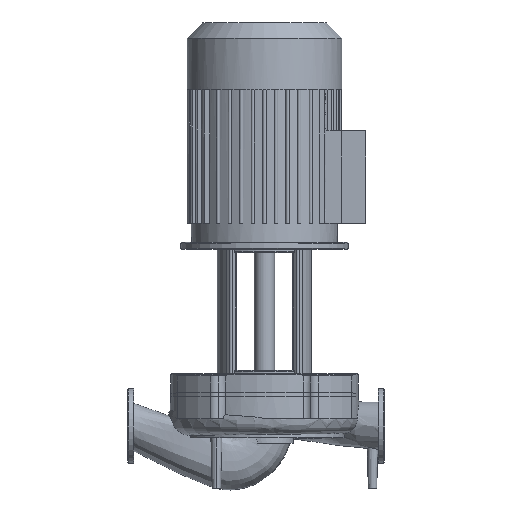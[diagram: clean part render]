
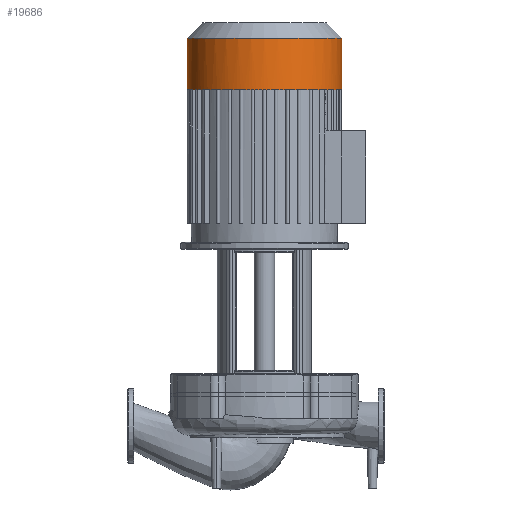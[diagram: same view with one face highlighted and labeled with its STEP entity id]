
A CAD part, top view. The second image highlights one B-rep face of the part: STEP entity #19686.
In plain terms, the highlighted cylindrical face has radius 228 mm (diameter 456 mm), a partial arc.
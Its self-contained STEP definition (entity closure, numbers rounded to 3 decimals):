
#13189=CARTESIAN_POINT('',(633.0,992.6,0.));
#13190=VERTEX_POINT('',#13189);
#13191=CARTESIAN_POINT('',(633.0,1144.4,0.0));
#13192=VERTEX_POINT('',#13191);
#13193=CARTESIAN_POINT('',(633.0,992.6,0.));
#13194=DIRECTION('',(0.0,1.0,0.0));
#13195=VECTOR('',#13194,151.8);
#13196=LINE('',#13193,#13195);
#13197=EDGE_CURVE('',#13190,#13192,#13196,.T.);
#13352=CARTESIAN_POINT('',(177.0,992.6,0.));
#13353=VERTEX_POINT('',#13352);
#13361=CARTESIAN_POINT('',(177.0,1144.4,0.));
#13362=VERTEX_POINT('',#13361);
#13363=CARTESIAN_POINT('',(177.0,992.6,0.));
#13364=DIRECTION('',(0.0,1.0,0.0));
#13365=VECTOR('',#13364,151.8);
#13366=LINE('',#13363,#13365);
#13367=EDGE_CURVE('',#13353,#13362,#13366,.T.);
#14380=CARTESIAN_POINT('',(607.435,992.6,104.9));
#14381=VERTEX_POINT('',#14380);
#14497=CARTESIAN_POINT('',(622.01,992.6,69.934));
#14498=VERTEX_POINT('',#14497);
#14607=CARTESIAN_POINT('',(630.303,992.6,34.967));
#14608=VERTEX_POINT('',#14607);
#15705=CARTESIAN_POINT('',(405.0,992.6,0.0));
#15706=DIRECTION('',(0.0,1.0,0.0));
#15707=DIRECTION('',(1.0,0.0,0.0));
#15708=AXIS2_PLACEMENT_3D('',#15705,#15706,#15707);
#15709=CIRCLE('',#15708,228.0);
#15710=EDGE_CURVE('',#14608,#13190,#15709,.T.);
#17777=CARTESIAN_POINT('',(265.133,992.6,180.059));
#17778=VERTEX_POINT('',#17777);
#17873=CARTESIAN_POINT('',(335.066,992.6,217.01));
#17874=VERTEX_POINT('',#17873);
#17969=CARTESIAN_POINT('',(370.033,992.6,225.303));
#17970=VERTEX_POINT('',#17969);
#18064=CARTESIAN_POINT('',(300.1,992.6,202.435));
#18065=VERTEX_POINT('',#18064);
#18099=CARTESIAN_POINT('',(405.,992.6,228.0));
#18100=VERTEX_POINT('',#18099);
#18150=CARTESIAN_POINT('',(405.0,992.6,0.0));
#18151=DIRECTION('',(0.0,1.0,0.0));
#18152=DIRECTION('',(1.0,0.0,0.0));
#18153=AXIS2_PLACEMENT_3D('',#18150,#18151,#18152);
#18154=CIRCLE('',#18153,228.0);
#18155=EDGE_CURVE('',#18065,#17874,#18154,.T.);
#18170=CARTESIAN_POINT('',(224.941,992.6,139.867));
#18171=VERTEX_POINT('',#18170);
#18172=CARTESIAN_POINT('',(405.0,992.6,0.0));
#18173=DIRECTION('',(0.0,1.0,0.0));
#18174=DIRECTION('',(1.0,0.0,0.0));
#18175=AXIS2_PLACEMENT_3D('',#18172,#18173,#18174);
#18176=CIRCLE('',#18175,228.0);
#18177=EDGE_CURVE('',#18171,#17778,#18176,.T.);
#18205=CARTESIAN_POINT('',(405.0,992.6,0.0));
#18206=DIRECTION('',(0.0,1.0,0.0));
#18207=DIRECTION('',(1.0,0.0,0.0));
#18208=AXIS2_PLACEMENT_3D('',#18205,#18206,#18207);
#18209=CIRCLE('',#18208,228.0);
#18210=EDGE_CURVE('',#17874,#17970,#18209,.T.);
#18225=CARTESIAN_POINT('',(405.0,992.6,0.0));
#18226=DIRECTION('',(0.0,1.0,0.0));
#18227=DIRECTION('',(1.0,0.0,0.0));
#18228=AXIS2_PLACEMENT_3D('',#18225,#18226,#18227);
#18229=CIRCLE('',#18228,228.0);
#18230=EDGE_CURVE('',#17778,#18065,#18229,.T.);
#18245=CARTESIAN_POINT('',(405.0,992.6,0.0));
#18246=DIRECTION('',(0.0,1.0,0.0));
#18247=DIRECTION('',(1.0,0.0,0.0));
#18248=AXIS2_PLACEMENT_3D('',#18245,#18246,#18247);
#18249=CIRCLE('',#18248,228.0);
#18250=EDGE_CURVE('',#17970,#18100,#18249,.T.);
#18271=CARTESIAN_POINT('',(179.697,992.6,34.967));
#18272=VERTEX_POINT('',#18271);
#18280=CARTESIAN_POINT('',(405.0,992.6,0.0));
#18281=DIRECTION('',(0.0,1.0,0.0));
#18282=DIRECTION('',(1.0,0.0,0.0));
#18283=AXIS2_PLACEMENT_3D('',#18280,#18281,#18282);
#18284=CIRCLE('',#18283,228.0);
#18285=EDGE_CURVE('',#13353,#18272,#18284,.T.);
#18394=CARTESIAN_POINT('',(202.565,992.6,104.9));
#18395=VERTEX_POINT('',#18394);
#18396=CARTESIAN_POINT('',(405.0,992.6,0.0));
#18397=DIRECTION('',(0.0,1.0,0.0));
#18398=DIRECTION('',(1.0,0.0,0.0));
#18399=AXIS2_PLACEMENT_3D('',#18396,#18397,#18398);
#18400=CIRCLE('',#18399,228.0);
#18401=EDGE_CURVE('',#18395,#18171,#18400,.T.);
#18435=CARTESIAN_POINT('',(187.99,992.6,69.934));
#18436=VERTEX_POINT('',#18435);
#18444=CARTESIAN_POINT('',(405.0,992.6,0.0));
#18445=DIRECTION('',(0.0,1.0,0.0));
#18446=DIRECTION('',(1.0,0.0,0.0));
#18447=AXIS2_PLACEMENT_3D('',#18444,#18445,#18446);
#18448=CIRCLE('',#18447,228.0);
#18449=EDGE_CURVE('',#18272,#18436,#18448,.T.);
#18558=CARTESIAN_POINT('',(405.0,992.6,0.0));
#18559=DIRECTION('',(0.0,1.0,0.0));
#18560=DIRECTION('',(1.0,0.0,0.0));
#18561=AXIS2_PLACEMENT_3D('',#18558,#18559,#18560);
#18562=CIRCLE('',#18561,228.0);
#18563=EDGE_CURVE('',#18436,#18395,#18562,.T.);
#18652=CARTESIAN_POINT('',(585.059,992.6,139.867));
#18653=VERTEX_POINT('',#18652);
#18736=CARTESIAN_POINT('',(439.967,992.6,225.303));
#18737=VERTEX_POINT('',#18736);
#18745=CARTESIAN_POINT('',(405.0,992.6,0.0));
#18746=DIRECTION('',(0.0,1.0,0.0));
#18747=DIRECTION('',(1.0,0.0,0.0));
#18748=AXIS2_PLACEMENT_3D('',#18745,#18746,#18747);
#18749=CIRCLE('',#18748,228.0);
#18750=EDGE_CURVE('',#18100,#18737,#18749,.T.);
#18812=CARTESIAN_POINT('',(474.934,992.6,217.01));
#18813=VERTEX_POINT('',#18812);
#18821=CARTESIAN_POINT('',(405.0,992.6,0.0));
#18822=DIRECTION('',(0.0,1.0,0.0));
#18823=DIRECTION('',(1.0,0.0,0.0));
#18824=AXIS2_PLACEMENT_3D('',#18821,#18822,#18823);
#18825=CIRCLE('',#18824,228.0);
#18826=EDGE_CURVE('',#18737,#18813,#18825,.T.);
#18894=CARTESIAN_POINT('',(509.9,992.6,202.435));
#18895=VERTEX_POINT('',#18894);
#18903=CARTESIAN_POINT('',(405.0,992.6,0.0));
#18904=DIRECTION('',(0.0,1.0,0.0));
#18905=DIRECTION('',(1.0,0.0,0.0));
#18906=AXIS2_PLACEMENT_3D('',#18903,#18904,#18905);
#18907=CIRCLE('',#18906,228.0);
#18908=EDGE_CURVE('',#18813,#18895,#18907,.T.);
#18970=CARTESIAN_POINT('',(405.0,992.6,0.0));
#18971=DIRECTION('',(0.0,1.0,0.0));
#18972=DIRECTION('',(1.0,0.0,0.0));
#18973=AXIS2_PLACEMENT_3D('',#18970,#18971,#18972);
#18974=CIRCLE('',#18973,228.0);
#18975=EDGE_CURVE('',#14498,#14608,#18974,.T.);
#18990=CARTESIAN_POINT('',(405.0,992.6,0.0));
#18991=DIRECTION('',(0.0,1.0,0.0));
#18992=DIRECTION('',(1.0,0.0,0.0));
#18993=AXIS2_PLACEMENT_3D('',#18990,#18991,#18992);
#18994=CIRCLE('',#18993,228.0);
#18995=EDGE_CURVE('',#14381,#14498,#18994,.T.);
#19010=CARTESIAN_POINT('',(405.0,992.6,0.0));
#19011=DIRECTION('',(0.0,1.0,0.0));
#19012=DIRECTION('',(1.0,0.0,0.0));
#19013=AXIS2_PLACEMENT_3D('',#19010,#19011,#19012);
#19014=CIRCLE('',#19013,228.0);
#19015=EDGE_CURVE('',#18653,#14381,#19014,.T.);
#19030=CARTESIAN_POINT('',(544.867,992.6,180.059));
#19031=VERTEX_POINT('',#19030);
#19032=CARTESIAN_POINT('',(405.0,992.6,0.0));
#19033=DIRECTION('',(0.0,1.0,0.0));
#19034=DIRECTION('',(1.0,0.0,0.0));
#19035=AXIS2_PLACEMENT_3D('',#19032,#19033,#19034);
#19036=CIRCLE('',#19035,228.0);
#19037=EDGE_CURVE('',#19031,#18653,#19036,.T.);
#19078=CARTESIAN_POINT('',(405.0,992.6,0.0));
#19079=DIRECTION('',(0.0,1.0,0.0));
#19080=DIRECTION('',(1.0,0.0,0.0));
#19081=AXIS2_PLACEMENT_3D('',#19078,#19079,#19080);
#19082=CIRCLE('',#19081,228.0);
#19083=EDGE_CURVE('',#18895,#19031,#19082,.T.);
#19648=CARTESIAN_POINT('',(405.0,1144.4,0.0));
#19649=DIRECTION('',(0.0,1.0,0.0));
#19650=DIRECTION('',(1.0,0.0,0.0));
#19651=AXIS2_PLACEMENT_3D('',#19648,#19649,#19650);
#19652=CIRCLE('',#19651,228.0);
#19653=EDGE_CURVE('',#13362,#13192,#19652,.T.);
#19658=CARTESIAN_POINT('',(405.0,1190.0,0.0));
#19659=DIRECTION('',(0.0,-1.0,0.0));
#19660=DIRECTION('',(1.0,0.0,0.0));
#19661=AXIS2_PLACEMENT_3D('',#19658,#19659,#19660);
#19662=CYLINDRICAL_SURFACE('',#19661,228.0);
#19663=ORIENTED_EDGE('',*,*,#13197,.T.);
#19664=ORIENTED_EDGE('',*,*,#19653,.F.);
#19665=ORIENTED_EDGE('',*,*,#13367,.F.);
#19666=ORIENTED_EDGE('',*,*,#18285,.T.);
#19667=ORIENTED_EDGE('',*,*,#18449,.T.);
#19668=ORIENTED_EDGE('',*,*,#18563,.T.);
#19669=ORIENTED_EDGE('',*,*,#18401,.T.);
#19670=ORIENTED_EDGE('',*,*,#18177,.T.);
#19671=ORIENTED_EDGE('',*,*,#18230,.T.);
#19672=ORIENTED_EDGE('',*,*,#18155,.T.);
#19673=ORIENTED_EDGE('',*,*,#18210,.T.);
#19674=ORIENTED_EDGE('',*,*,#18250,.T.);
#19675=ORIENTED_EDGE('',*,*,#18750,.T.);
#19676=ORIENTED_EDGE('',*,*,#18826,.T.);
#19677=ORIENTED_EDGE('',*,*,#18908,.T.);
#19678=ORIENTED_EDGE('',*,*,#19083,.T.);
#19679=ORIENTED_EDGE('',*,*,#19037,.T.);
#19680=ORIENTED_EDGE('',*,*,#19015,.T.);
#19681=ORIENTED_EDGE('',*,*,#18995,.T.);
#19682=ORIENTED_EDGE('',*,*,#18975,.T.);
#19683=ORIENTED_EDGE('',*,*,#15710,.T.);
#19684=EDGE_LOOP('',(#19663,#19664,#19665,#19666,#19667,#19668,#19669,#19670,#19671,#19672,#19673,#19674,#19675,#19676,#19677,#19678,#19679,#19680,#19681,#19682,#19683));
#19685=FACE_OUTER_BOUND('',#19684,.T.);
#19686=ADVANCED_FACE('',(#19685),#19662,.T.);
